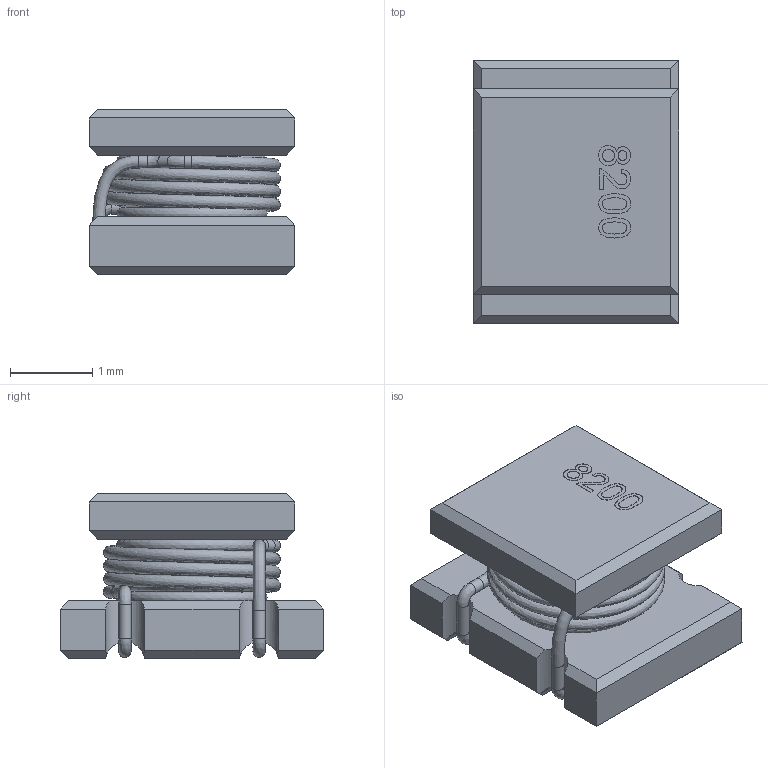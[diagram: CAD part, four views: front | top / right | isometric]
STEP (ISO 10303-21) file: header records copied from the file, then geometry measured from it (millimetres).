
FILE_DESCRIPTION (( 'STEP AP214' ), '1' );
FILE_NAME ('mps_mag_8200_smt_a.step', '2017-11-10T15:57:47', ( '' ), ( '' ), 'SwSTEP 2.0', 'SolidWorks 2016', '' );
FILE_SCHEMA (( 'AUTOMOTIVE_DESIGN' ));
Length unit declared in the file: inch
Products named in the file (1): mps_mag_8200_smt_a
Bounding box: 2.5 x 3.2 x 2 mm (x, y, z)
Volume: 10.5 mm3; surface area: 76.9 mm2
Topology: 12 solids, 12 shells, 139 faces, 347 edges, 219 vertices
Faces by surface type: bspline 65, plane 58, cylinder 15, cone 1
Full cylindrical faces by diameter (mm): 0.15 x5, 1.15 x1
Entity records: 9476 total; most frequent: CARTESIAN_POINT 4914, ORIENTED_EDGE 604, DIRECTION 351, EDGE_CURVE 302, VERTEX_POINT 198, EDGE_LOOP 154, UNCERTAINTY_MEASURE_WITH_UNIT 153, LENGTH_MEASURE_WITH_UNIT 153
